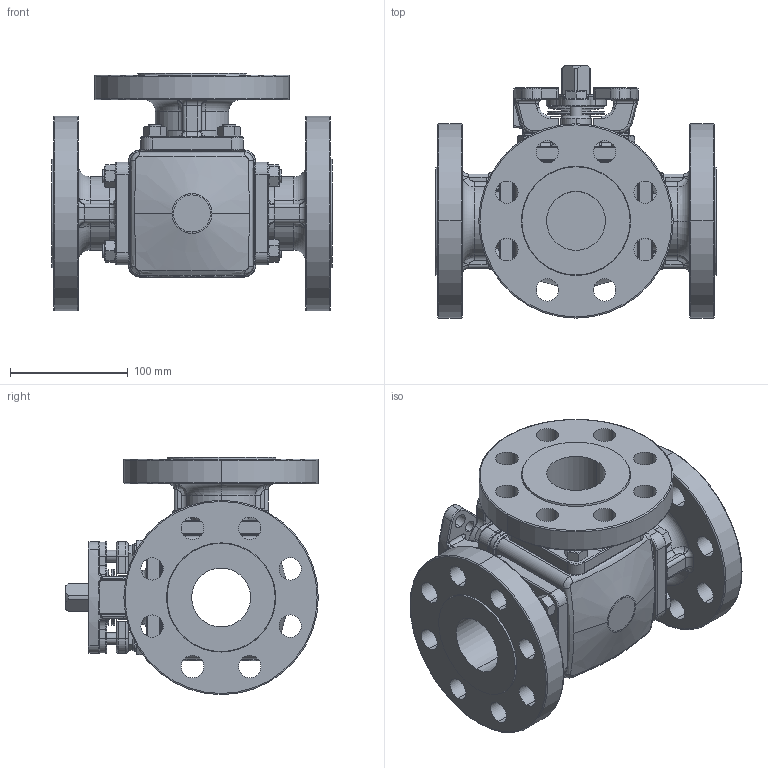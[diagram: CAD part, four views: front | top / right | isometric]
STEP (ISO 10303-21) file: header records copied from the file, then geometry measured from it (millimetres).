
FILE_DESCRIPTION (( 'STEP AP214' ), '1' );
FILE_NAME ('31-F3-0200-XXX BARE STEM.step', '2019-08-21T18:10:35', ( '' ), ( '' ), 'SwSTEP 2.0', 'SolidWorks 2019', '' );
FILE_SCHEMA (( 'AUTOMOTIVE_DESIGN' ));
Length unit declared in the file: inch
Products named in the file (2): 31-F3-0200-XXX BARE STEM
Bounding box: 238 x 214.55 x 201.55 mm (x, y, z)
Surface area: 361799.1 mm2 (no closed solid volume)
Topology: 0 solids, 47 shells, 969 faces, 2724 edges, 1725 vertices
Faces by surface type: cylinder 365, plane 233, bspline 217, cone 85, torus 69
Entity records: 53983 total; most frequent: CARTESIAN_POINT 17886, DIRECTION 4872, ORIENTED_EDGE 4680, EDGE_CURVE 2710, AXIS2_PLACEMENT_3D 2030, VERTEX_POINT 1725, CIRCLE 1276, EDGE_LOOP 1111
